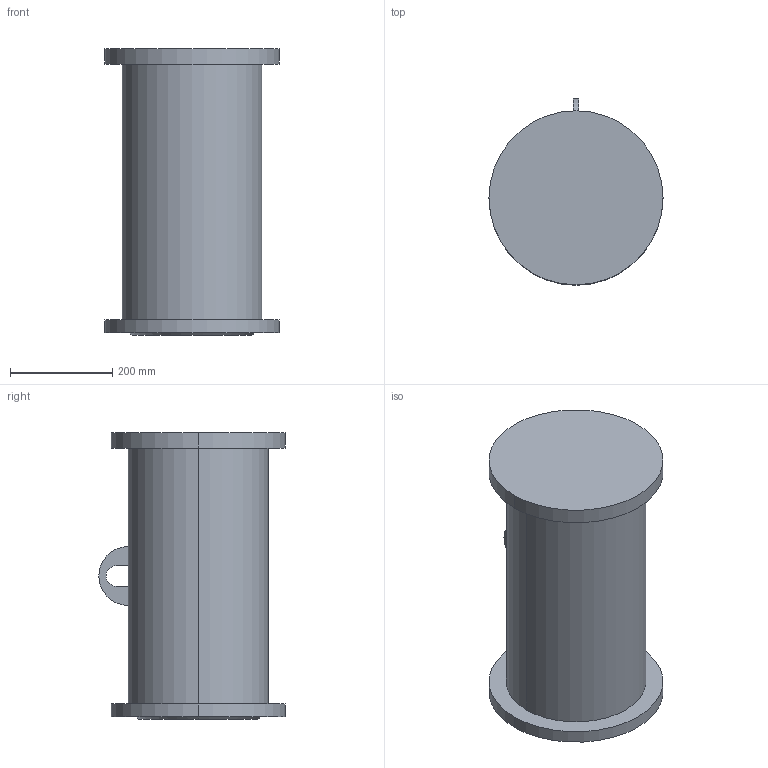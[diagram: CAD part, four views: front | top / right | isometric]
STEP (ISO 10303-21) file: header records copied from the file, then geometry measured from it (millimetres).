
FILE_DESCRIPTION (( 'STEP AP214' ), '1' );
FILE_NAME ('DN200-TAIL-PIPE.STEP', '2021-03-31T09:06:29', ( '' ), ( '' ), 'SwSTEP 2.0', 'SolidWorks 2017', '' );
FILE_SCHEMA (( 'AUTOMOTIVE_DESIGN' ));
Length unit declared in the file: millimetre
Products named in the file (1): DN200-TAIL-PIPE
Bounding box: 340 x 364 x 560 mm (x, y, z)
Volume: 34487456 mm3; surface area: 1387474.4 mm2
Topology: 1 solids, 10 shells, 50 faces, 104 edges, 60 vertices
Faces by surface type: cone 20, plane 18, cylinder 12
Entity records: 1597 total; most frequent: DIRECTION 234, CARTESIAN_POINT 205, ORIENTED_EDGE 176, AXIS2_PLACEMENT_3D 97, EDGE_CURVE 88, VERTEX_POINT 60, EDGE_LOOP 56, ADVANCED_FACE 50
